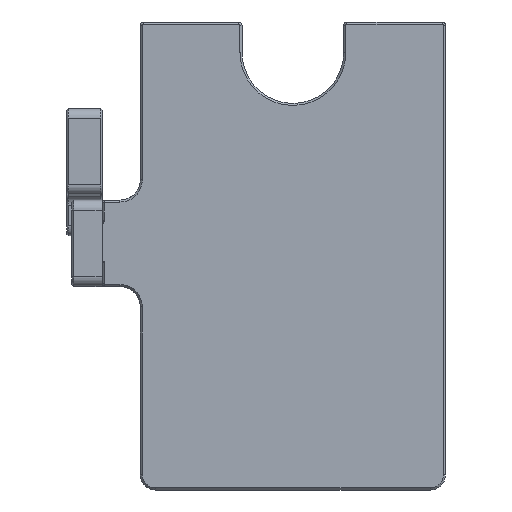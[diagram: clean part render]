
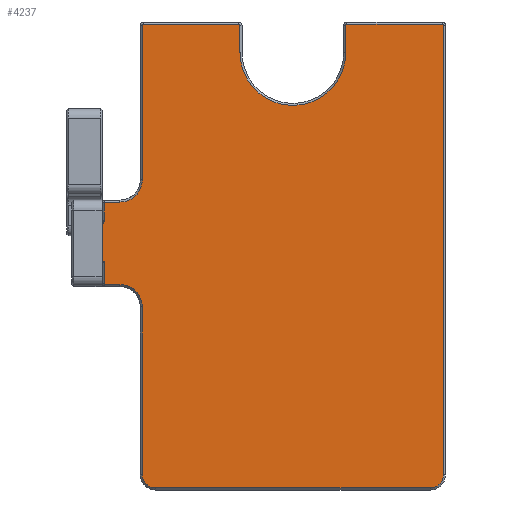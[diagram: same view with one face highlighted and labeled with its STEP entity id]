
A CAD part, front view. The second image highlights one B-rep face of the part: STEP entity #4237.
In plain terms, the highlighted planar face has unit normal (0, -1, 0).
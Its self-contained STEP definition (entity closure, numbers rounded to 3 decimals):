
#106=PLANE('',#4584);
#324=FACE_OUTER_BOUND('',#604,.T.);
#604=EDGE_LOOP('',(#3131,#3132,#3133,#3134,#3135,#3136,#3137,#3138,#3139,
#3140,#3141,#3142,#3143,#3144,#3145,#3146,#3147,#3148,#3149,#3150,#3151,
#3152,#3153,#3154,#3155,#3156,#3157,#3158,#3159));
#886=LINE('',#6686,#1283);
#891=LINE('',#6696,#1288);
#894=LINE('',#6704,#1291);
#897=LINE('',#6712,#1294);
#899=LINE('',#6721,#1296);
#905=LINE('',#6736,#1302);
#909=LINE('',#6748,#1306);
#911=LINE('',#6757,#1308);
#915=LINE('',#6769,#1312);
#921=LINE('',#6784,#1318);
#925=LINE('',#6796,#1322);
#929=LINE('',#6808,#1326);
#933=LINE('',#6820,#1330);
#935=LINE('',#6828,#1332);
#938=LINE('',#6835,#1335);
#1283=VECTOR('',#5114,10.);
#1288=VECTOR('',#5125,10.);
#1291=VECTOR('',#5134,10.);
#1294=VECTOR('',#5143,10.);
#1296=VECTOR('',#5153,10.);
#1302=VECTOR('',#5167,10.);
#1306=VECTOR('',#5179,10.);
#1308=VECTOR('',#5189,10.);
#1312=VECTOR('',#5201,10.);
#1318=VECTOR('',#5215,10.);
#1322=VECTOR('',#5227,10.);
#1326=VECTOR('',#5239,10.);
#1330=VECTOR('',#5251,10.);
#1332=VECTOR('',#5261,10.);
#1335=VECTOR('',#5270,10.);
#1653=CIRCLE('',#4515,0.1);
#1654=CIRCLE('',#4518,0.1);
#1655=CIRCLE('',#4521,0.9);
#1657=CIRCLE('',#4525,0.1);
#1659=CIRCLE('',#4529,4.4);
#1661=CIRCLE('',#4533,0.2);
#1663=CIRCLE('',#4537,0.2);
#1664=CIRCLE('',#4540,10.4);
#1667=CIRCLE('',#4545,0.2);
#1669=CIRCLE('',#4549,0.2);
#1671=CIRCLE('',#4553,2.6);
#1673=CIRCLE('',#4557,2.6);
#1675=CIRCLE('',#4561,4.4);
#1676=CIRCLE('',#4564,0.1);
#1892=VERTEX_POINT('',#6684);
#1893=VERTEX_POINT('',#6685);
#1894=VERTEX_POINT('',#6690);
#1895=VERTEX_POINT('',#6694);
#1896=VERTEX_POINT('',#6698);
#1897=VERTEX_POINT('',#6702);
#1898=VERTEX_POINT('',#6706);
#1899=VERTEX_POINT('',#6710);
#1900=VERTEX_POINT('',#6714);
#1902=VERTEX_POINT('',#6720);
#1904=VERTEX_POINT('',#6726);
#1906=VERTEX_POINT('',#6732);
#1908=VERTEX_POINT('',#6738);
#1910=VERTEX_POINT('',#6744);
#1912=VERTEX_POINT('',#6750);
#1914=VERTEX_POINT('',#6756);
#1916=VERTEX_POINT('',#6762);
#1918=VERTEX_POINT('',#6768);
#1920=VERTEX_POINT('',#6774);
#1922=VERTEX_POINT('',#6780);
#1924=VERTEX_POINT('',#6786);
#1926=VERTEX_POINT('',#6792);
#1928=VERTEX_POINT('',#6798);
#1930=VERTEX_POINT('',#6804);
#1932=VERTEX_POINT('',#6810);
#1934=VERTEX_POINT('',#6816);
#1936=VERTEX_POINT('',#6822);
#1937=VERTEX_POINT('',#6827);
#1938=VERTEX_POINT('',#6831);
#2287=EDGE_CURVE('',#1892,#1893,#886,.T.);
#2291=EDGE_CURVE('',#1893,#1894,#1653,.T.);
#2293=EDGE_CURVE('',#1894,#1895,#891,.T.);
#2295=EDGE_CURVE('',#1895,#1896,#1654,.T.);
#2297=EDGE_CURVE('',#1896,#1897,#894,.T.);
#2299=EDGE_CURVE('',#1897,#1898,#1655,.T.);
#2301=EDGE_CURVE('',#1898,#1899,#897,.T.);
#2304=EDGE_CURVE('',#1899,#1900,#1657,.T.);
#2305=EDGE_CURVE('',#1900,#1902,#899,.T.);
#2310=EDGE_CURVE('',#1902,#1904,#1659,.T.);
#2313=EDGE_CURVE('',#1904,#1906,#905,.T.);
#2316=EDGE_CURVE('',#1906,#1908,#1661,.T.);
#2319=EDGE_CURVE('',#1908,#1910,#909,.T.);
#2322=EDGE_CURVE('',#1910,#1912,#1663,.T.);
#2323=EDGE_CURVE('',#1912,#1914,#911,.T.);
#2326=EDGE_CURVE('',#1914,#1916,#1664,.T.);
#2329=EDGE_CURVE('',#1916,#1918,#915,.T.);
#2334=EDGE_CURVE('',#1918,#1920,#1667,.T.);
#2337=EDGE_CURVE('',#1920,#1922,#921,.T.);
#2340=EDGE_CURVE('',#1922,#1924,#1669,.T.);
#2343=EDGE_CURVE('',#1924,#1926,#925,.T.);
#2346=EDGE_CURVE('',#1926,#1928,#1671,.T.);
#2349=EDGE_CURVE('',#1928,#1930,#929,.T.);
#2352=EDGE_CURVE('',#1930,#1932,#1673,.T.);
#2355=EDGE_CURVE('',#1932,#1934,#933,.T.);
#2358=EDGE_CURVE('',#1934,#1936,#1675,.T.);
#2359=EDGE_CURVE('',#1936,#1937,#935,.T.);
#2362=EDGE_CURVE('',#1937,#1938,#1676,.T.);
#2363=EDGE_CURVE('',#1938,#1892,#938,.T.);
#3131=ORIENTED_EDGE('',*,*,#2287,.F.);
#3132=ORIENTED_EDGE('',*,*,#2363,.F.);
#3133=ORIENTED_EDGE('',*,*,#2362,.F.);
#3134=ORIENTED_EDGE('',*,*,#2359,.F.);
#3135=ORIENTED_EDGE('',*,*,#2358,.F.);
#3136=ORIENTED_EDGE('',*,*,#2355,.F.);
#3137=ORIENTED_EDGE('',*,*,#2352,.F.);
#3138=ORIENTED_EDGE('',*,*,#2349,.F.);
#3139=ORIENTED_EDGE('',*,*,#2346,.F.);
#3140=ORIENTED_EDGE('',*,*,#2343,.F.);
#3141=ORIENTED_EDGE('',*,*,#2340,.F.);
#3142=ORIENTED_EDGE('',*,*,#2337,.F.);
#3143=ORIENTED_EDGE('',*,*,#2334,.F.);
#3144=ORIENTED_EDGE('',*,*,#2329,.F.);
#3145=ORIENTED_EDGE('',*,*,#2326,.F.);
#3146=ORIENTED_EDGE('',*,*,#2323,.F.);
#3147=ORIENTED_EDGE('',*,*,#2322,.F.);
#3148=ORIENTED_EDGE('',*,*,#2319,.F.);
#3149=ORIENTED_EDGE('',*,*,#2316,.F.);
#3150=ORIENTED_EDGE('',*,*,#2313,.F.);
#3151=ORIENTED_EDGE('',*,*,#2310,.F.);
#3152=ORIENTED_EDGE('',*,*,#2305,.F.);
#3153=ORIENTED_EDGE('',*,*,#2304,.F.);
#3154=ORIENTED_EDGE('',*,*,#2301,.F.);
#3155=ORIENTED_EDGE('',*,*,#2299,.F.);
#3156=ORIENTED_EDGE('',*,*,#2297,.F.);
#3157=ORIENTED_EDGE('',*,*,#2295,.F.);
#3158=ORIENTED_EDGE('',*,*,#2293,.F.);
#3159=ORIENTED_EDGE('',*,*,#2291,.F.);
#4237=ADVANCED_FACE('',(#324),#106,.T.);
#4515=AXIS2_PLACEMENT_3D('',#6692,#5120,#5121);
#4518=AXIS2_PLACEMENT_3D('',#6700,#5129,#5130);
#4521=AXIS2_PLACEMENT_3D('',#6708,#5138,#5139);
#4525=AXIS2_PLACEMENT_3D('',#6718,#5149,#5150);
#4529=AXIS2_PLACEMENT_3D('',#6730,#5161,#5162);
#4533=AXIS2_PLACEMENT_3D('',#6742,#5173,#5174);
#4537=AXIS2_PLACEMENT_3D('',#6754,#5185,#5186);
#4540=AXIS2_PLACEMENT_3D('',#6763,#5194,#5195);
#4545=AXIS2_PLACEMENT_3D('',#6778,#5209,#5210);
#4549=AXIS2_PLACEMENT_3D('',#6790,#5221,#5222);
#4553=AXIS2_PLACEMENT_3D('',#6802,#5233,#5234);
#4557=AXIS2_PLACEMENT_3D('',#6814,#5245,#5246);
#4561=AXIS2_PLACEMENT_3D('',#6825,#5257,#5258);
#4564=AXIS2_PLACEMENT_3D('',#6833,#5266,#5267);
#4584=AXIS2_PLACEMENT_3D('',#6909,#5326,#5327);
#5114=DIRECTION('',(-1.,0.,0.));
#5120=DIRECTION('center_axis',(0.,1.,0.));
#5121=DIRECTION('ref_axis',(-0.707,0.,-0.707));
#5125=DIRECTION('',(0.,0.,1.));
#5129=DIRECTION('center_axis',(0.,1.,0.));
#5130=DIRECTION('ref_axis',(-0.707,0.,0.707));
#5134=DIRECTION('',(1.,0.,0.));
#5138=DIRECTION('center_axis',(0.,-1.,0.));
#5139=DIRECTION('ref_axis',(0.707,0.,-0.707));
#5143=DIRECTION('',(0.,0.,1.));
#5149=DIRECTION('center_axis',(0.,1.,0.));
#5150=DIRECTION('ref_axis',(-0.707,0.,0.707));
#5153=DIRECTION('',(1.,0.,0.));
#5161=DIRECTION('center_axis',(0.,-1.,0.));
#5162=DIRECTION('ref_axis',(0.707,0.,-0.707));
#5167=DIRECTION('',(0.,0.,1.));
#5173=DIRECTION('center_axis',(0.,1.,0.));
#5174=DIRECTION('ref_axis',(-0.707,0.,0.707));
#5179=DIRECTION('',(1.,0.,0.));
#5185=DIRECTION('center_axis',(0.,1.,0.));
#5186=DIRECTION('ref_axis',(0.707,0.,0.707));
#5189=DIRECTION('',(0.,0.,-1.));
#5194=DIRECTION('center_axis',(0.,-1.,0.));
#5195=DIRECTION('ref_axis',(1.,0.,0.));
#5201=DIRECTION('',(0.,0.,1.));
#5209=DIRECTION('center_axis',(0.,1.,0.));
#5210=DIRECTION('ref_axis',(-0.707,0.,0.707));
#5215=DIRECTION('',(1.,0.,0.));
#5221=DIRECTION('center_axis',(0.,1.,0.));
#5222=DIRECTION('ref_axis',(0.707,0.,0.707));
#5227=DIRECTION('',(0.,0.,-1.));
#5233=DIRECTION('center_axis',(0.,1.,0.));
#5234=DIRECTION('ref_axis',(0.707,0.,-0.707));
#5239=DIRECTION('',(-1.,0.,0.));
#5245=DIRECTION('center_axis',(0.,1.,0.));
#5246=DIRECTION('ref_axis',(-0.707,0.,-0.707));
#5251=DIRECTION('',(0.,0.,1.));
#5257=DIRECTION('center_axis',(0.,-1.,0.));
#5258=DIRECTION('ref_axis',(0.707,0.,0.707));
#5261=DIRECTION('',(-1.,0.,0.));
#5266=DIRECTION('center_axis',(0.,1.,0.));
#5267=DIRECTION('ref_axis',(-0.707,0.,-0.707));
#5270=DIRECTION('',(0.,0.,1.));
#5326=DIRECTION('center_axis',(0.,-1.,0.));
#5327=DIRECTION('ref_axis',(0.,0.,-1.));
#6684=CARTESIAN_POINT('',(23.,-8.,-30.1));
#6685=CARTESIAN_POINT('',(17.6,-8.,-30.1));
#6686=CARTESIAN_POINT('',(18.85,-8.,-30.1));
#6690=CARTESIAN_POINT('',(17.5,-8.,-30.));
#6692=CARTESIAN_POINT('Origin',(17.6,-8.,-30.));
#6694=CARTESIAN_POINT('',(17.5,-8.,-23.));
#6696=CARTESIAN_POINT('',(17.5,-8.,-8.6));
#6698=CARTESIAN_POINT('',(17.6,-8.,-22.9));
#6700=CARTESIAN_POINT('Origin',(17.6,-8.,-23.));
#6702=CARTESIAN_POINT('',(22.1,-8.,-22.9));
#6704=CARTESIAN_POINT('',(16.1,-8.,-22.9));
#6706=CARTESIAN_POINT('',(23.,-8.,-22.));
#6708=CARTESIAN_POINT('Origin',(22.1,-8.,-22.));
#6710=CARTESIAN_POINT('',(23.,-8.,-18.5));
#6712=CARTESIAN_POINT('',(23.,-8.,-4.6));
#6714=CARTESIAN_POINT('',(23.1,-8.,-18.4));
#6718=CARTESIAN_POINT('Origin',(23.1,-8.,-18.5));
#6720=CARTESIAN_POINT('',(26.1,-8.,-18.4));
#6721=CARTESIAN_POINT('',(18.85,-8.,-18.4));
#6726=CARTESIAN_POINT('',(30.5,-8.,-14.));
#6730=CARTESIAN_POINT('Origin',(26.1,-8.,-14.));
#6732=CARTESIAN_POINT('',(30.5,-8.,16.4));
#6736=CARTESIAN_POINT('',(30.5,-8.,14.225));
#6738=CARTESIAN_POINT('',(30.7,-8.,16.6));
#6742=CARTESIAN_POINT('Origin',(30.7,-8.,16.4));
#6744=CARTESIAN_POINT('',(49.5,-8.,16.6));
#6748=CARTESIAN_POINT('',(22.6,-8.,16.6));
#6750=CARTESIAN_POINT('',(49.7,-8.,16.4));
#6754=CARTESIAN_POINT('Origin',(49.5,-8.,16.4));
#6756=CARTESIAN_POINT('',(49.7,-8.,11.));
#6757=CARTESIAN_POINT('',(49.7,-8.,12.15));
#6762=CARTESIAN_POINT('',(70.5,-8.,11.));
#6763=CARTESIAN_POINT('Origin',(60.1,-8.,11.));
#6768=CARTESIAN_POINT('',(70.5,-8.,16.4));
#6769=CARTESIAN_POINT('',(70.5,-8.,15.15));
#6774=CARTESIAN_POINT('',(70.7,-8.,16.6));
#6778=CARTESIAN_POINT('Origin',(70.7,-8.,16.4));
#6780=CARTESIAN_POINT('',(89.5,-8.,16.6));
#6784=CARTESIAN_POINT('',(22.6,-8.,16.6));
#6786=CARTESIAN_POINT('',(89.7,-8.,16.4));
#6790=CARTESIAN_POINT('Origin',(89.5,-8.,16.4));
#6792=CARTESIAN_POINT('',(89.7,-8.,-72.));
#6796=CARTESIAN_POINT('',(89.7,-8.,14.225));
#6798=CARTESIAN_POINT('',(87.1,-8.,-74.6));
#6802=CARTESIAN_POINT('Origin',(87.1,-8.,-72.));
#6804=CARTESIAN_POINT('',(33.1,-8.,-74.6));
#6808=CARTESIAN_POINT('',(22.6,-8.,-74.6));
#6810=CARTESIAN_POINT('',(30.5,-8.,-72.));
#6814=CARTESIAN_POINT('Origin',(33.1,-8.,-72.));
#6816=CARTESIAN_POINT('',(30.5,-8.,-39.));
#6820=CARTESIAN_POINT('',(30.5,-8.,14.225));
#6822=CARTESIAN_POINT('',(26.1,-8.,-34.6));
#6825=CARTESIAN_POINT('Origin',(26.1,-8.,-39.));
#6827=CARTESIAN_POINT('',(23.1,-8.,-34.6));
#6828=CARTESIAN_POINT('',(22.6,-8.,-34.6));
#6831=CARTESIAN_POINT('',(23.,-8.,-34.5));
#6833=CARTESIAN_POINT('Origin',(23.1,-8.,-34.5));
#6835=CARTESIAN_POINT('',(23.,-8.,-4.6));
#6909=CARTESIAN_POINT('Origin',(15.1,-8.,13.3));
